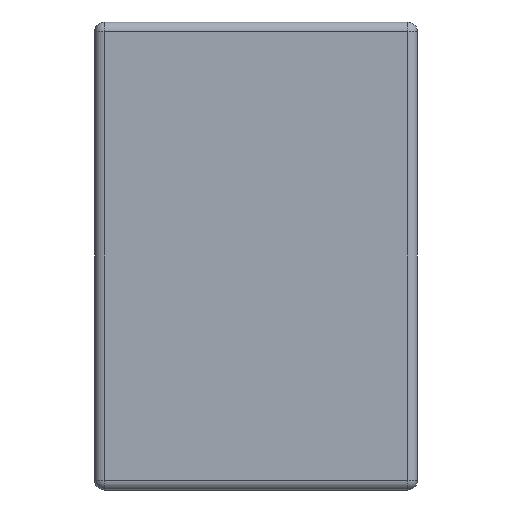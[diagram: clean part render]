
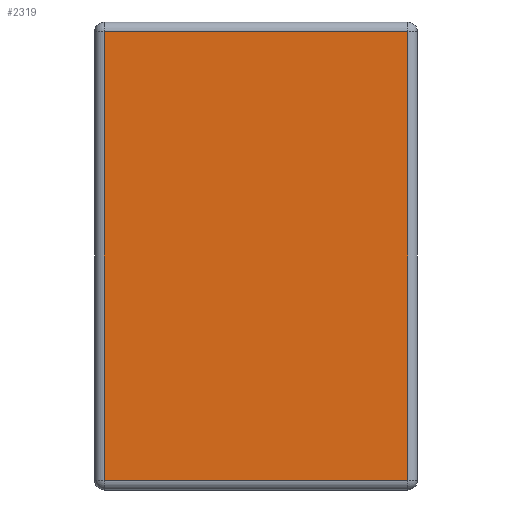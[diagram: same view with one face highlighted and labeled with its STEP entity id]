
A CAD part, left-side view. The second image highlights one B-rep face of the part: STEP entity #2319.
In plain terms, the highlighted planar face has unit normal (-1, 0, 0).
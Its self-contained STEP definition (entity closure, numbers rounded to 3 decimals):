
#3 = FACE_OUTER_BOUND ( 'NONE', #1652, .T. ) ;
#58 = VECTOR ( 'NONE', #3303, 1000. ) ;
#437 = CARTESIAN_POINT ( 'NONE',  ( 0., 0.03, -0.03 ) ) ;
#474 = EDGE_CURVE ( 'NONE', #938, #4176, #1615, .T. ) ;
#621 = EDGE_CURVE ( 'NONE', #2186, #938, #2585, .T. ) ;
#708 = EDGE_CURVE ( 'NONE', #3437, #2186, #2285, .T. ) ;
#938 = VERTEX_POINT ( 'NONE', #3125 ) ;
#955 = LINE ( 'NONE', #3076, #1644 ) ;
#968 = DIRECTION ( 'NONE',  ( 0., 0., 1. ) ) ;
#1130 = ORIENTED_EDGE ( 'NONE', *, *, #621, .T. ) ;
#1206 = ORIENTED_EDGE ( 'NONE', *, *, #1381, .T. ) ;
#1381 = EDGE_CURVE ( 'NONE', #4176, #3437, #955, .T. ) ;
#1615 = LINE ( 'NONE', #3308, #4040 ) ;
#1644 = VECTOR ( 'NONE', #3441, 1000. ) ;
#1652 = EDGE_LOOP ( 'NONE', ( #1130, #4493, #1206, #2354 ) ) ;
#1655 = CARTESIAN_POINT ( 'NONE',  ( 0., 0.97, -1.42 ) ) ;
#1729 = CARTESIAN_POINT ( 'NONE',  ( 0., 0., 0. ) ) ;
#2186 = VERTEX_POINT ( 'NONE', #1655 ) ;
#2285 = LINE ( 'NONE', #2940, #58 ) ;
#2319 = ADVANCED_FACE ( 'NONE', ( #3 ), #2419, .T. ) ;
#2354 = ORIENTED_EDGE ( 'NONE', *, *, #708, .T. ) ;
#2419 = PLANE ( 'NONE',  #3495 ) ;
#2485 = VECTOR ( 'NONE', #4293, 1000. ) ;
#2585 = LINE ( 'NONE', #4320, #2485 ) ;
#2940 = CARTESIAN_POINT ( 'NONE',  ( 0., 0.97, -1.45 ) ) ;
#2991 = CARTESIAN_POINT ( 'NONE',  ( 0., 0.97, -0.03 ) ) ;
#3076 = CARTESIAN_POINT ( 'NONE',  ( 0., 1., -0.03 ) ) ;
#3125 = CARTESIAN_POINT ( 'NONE',  ( 0., 0.03, -1.42 ) ) ;
#3303 = DIRECTION ( 'NONE',  ( 0., 0., -1. ) ) ;
#3308 = CARTESIAN_POINT ( 'NONE',  ( 0., 0.03, 0. ) ) ;
#3437 = VERTEX_POINT ( 'NONE', #2991 ) ;
#3441 = DIRECTION ( 'NONE',  ( 0., 1., 0. ) ) ;
#3495 = AXIS2_PLACEMENT_3D ( 'NONE', #1729, #4479, #968 ) ;
#3765 = DIRECTION ( 'NONE',  ( 0., 0., 1. ) ) ;
#4040 = VECTOR ( 'NONE', #3765, 1000. ) ;
#4176 = VERTEX_POINT ( 'NONE', #437 ) ;
#4293 = DIRECTION ( 'NONE',  ( 0., -1., 0. ) ) ;
#4320 = CARTESIAN_POINT ( 'NONE',  ( 0., 0., -1.42 ) ) ;
#4479 = DIRECTION ( 'NONE',  ( -1., 0., 0. ) ) ;
#4493 = ORIENTED_EDGE ( 'NONE', *, *, #474, .T. ) ;
